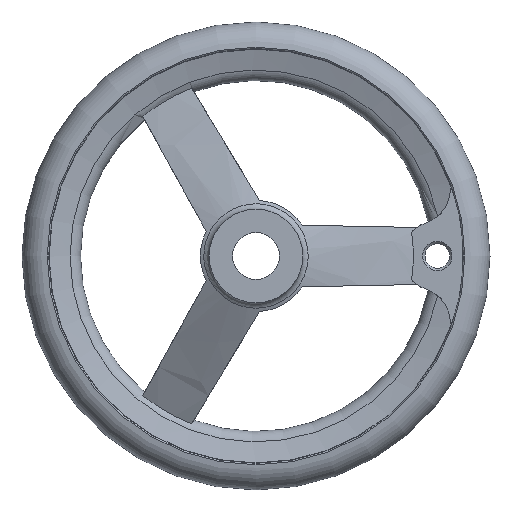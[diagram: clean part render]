
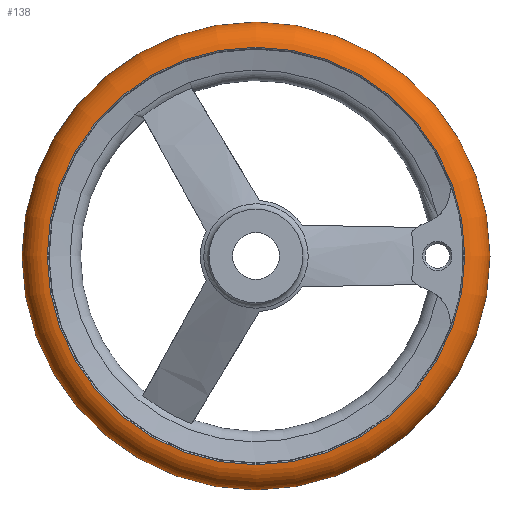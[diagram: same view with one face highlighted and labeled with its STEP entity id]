
A CAD part, front view. The second image highlights one B-rep face of the part: STEP entity #138.
In plain terms, the highlighted toroidal (fillet/blend) face has major radius 71 mm and minor radius 9 mm.
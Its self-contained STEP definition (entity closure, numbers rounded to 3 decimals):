
#138 = ADVANCED_FACE( '', ( #295, #296, #297 ), #298, .T. );
#295 = FACE_BOUND( '', #448, .T. );
#296 = FACE_OUTER_BOUND( '', #449, .T. );
#297 = FACE_OUTER_BOUND( '', #450, .T. );
#298 = TOROIDAL_SURFACE( '', #451, 71., 9. );
#448 = VERTEX_LOOP( '', #779 );
#449 = EDGE_LOOP( '', ( #780 ) );
#450 = EDGE_LOOP( '', ( #781 ) );
#451 = AXIS2_PLACEMENT_3D( '', #782, #783, #784 );
#779 = VERTEX_POINT( '', #926 );
#780 = ORIENTED_EDGE( '', *, *, #877, .T. );
#781 = ORIENTED_EDGE( '', *, *, #809, .F. );
#782 = CARTESIAN_POINT( '', ( 0., 31., 0. ) );
#783 = DIRECTION( '', ( 0., -1., 0. ) );
#784 = DIRECTION( '', ( 0., 0., -1. ) );
#809 = EDGE_CURVE( '', #946, #946, #947, .T. );
#877 = EDGE_CURVE( '', #1059, #1059, #1060, .T. );
#926 = CARTESIAN_POINT( '', ( 0., 31., -80. ) );
#946 = VERTEX_POINT( '', #1188 );
#947 = CIRCLE( '', #1189, 71.375 );
#1059 = VERTEX_POINT( '', #1544 );
#1060 = CIRCLE( '', #1545, 71.375 );
#1188 = CARTESIAN_POINT( '', ( 0., 22.008, -71.375 ) );
#1189 = AXIS2_PLACEMENT_3D( '', #1705, #1706, #1707 );
#1544 = CARTESIAN_POINT( '', ( 0., 39.992, -71.375 ) );
#1545 = AXIS2_PLACEMENT_3D( '', #1789, #1790, #1791 );
#1705 = CARTESIAN_POINT( '', ( 0., 22.008, 0. ) );
#1706 = DIRECTION( '', ( 0., -1., 0. ) );
#1707 = DIRECTION( '', ( 0., 0., -1. ) );
#1789 = CARTESIAN_POINT( '', ( 0., 39.992, 0. ) );
#1790 = DIRECTION( '', ( 0., -1., 0. ) );
#1791 = DIRECTION( '', ( 0., 0., -1. ) );
